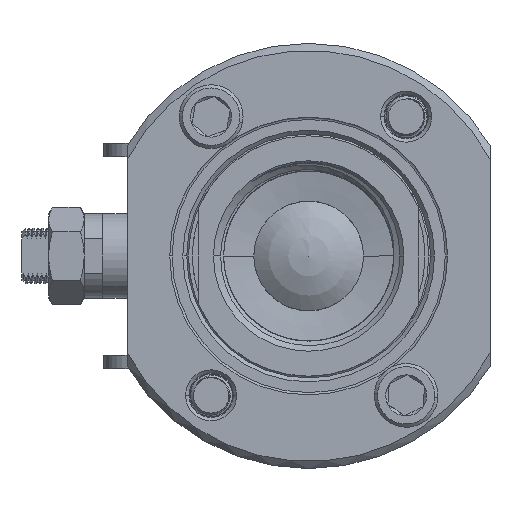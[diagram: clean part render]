
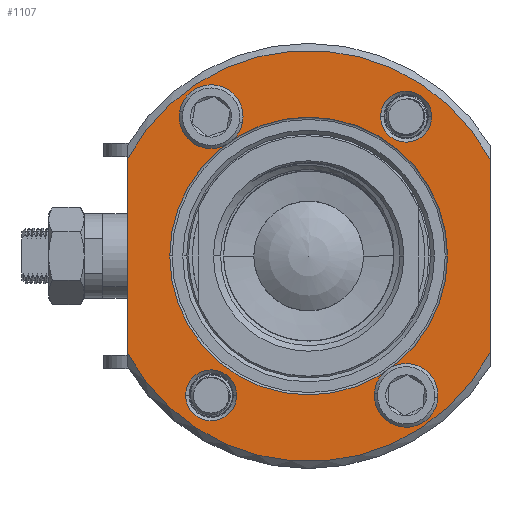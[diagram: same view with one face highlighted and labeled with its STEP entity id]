
A CAD part, left-side view. The second image highlights one B-rep face of the part: STEP entity #1107.
In plain terms, the highlighted planar face has unit normal (-1, 0, 0).
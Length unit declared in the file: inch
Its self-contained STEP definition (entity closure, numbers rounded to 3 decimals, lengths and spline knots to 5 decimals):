
#946 = ORIENTED_EDGE ( 'NONE', *, *, #120424, .T. ) ;
#1019 = EDGE_LOOP ( 'NONE', ( #3025, #73102 ) ) ;
#1107 = ADVANCED_FACE ( 'NONE', ( #117438, #88505, #59508, #120873, #30432, #1441 ), #71432, .F. ) ;
#1441 = FACE_OUTER_BOUND ( 'NONE', #17895, .T. ) ;
#3025 = ORIENTED_EDGE ( 'NONE', *, *, #45610, .T. ) ;
#7427 = EDGE_CURVE ( 'NONE', #36848, #39837, #82875, .T. ) ;
#10414 = EDGE_CURVE ( 'NONE', #22069, #73989, #96283, .T. ) ;
#10929 = AXIS2_PLACEMENT_3D ( 'NONE', #124794, #59540, #135791 ) ;
#11953 = CARTESIAN_POINT ( 'NONE',  ( -1.765, -0.86, -1.22898 ) ) ;
#12681 = CARTESIAN_POINT ( 'NONE',  ( -1.765, -0.635, 1.22898 ) ) ;
#13339 = CIRCLE ( 'NONE', #106088, 1.8125 ) ;
#15996 = ORIENTED_EDGE ( 'NONE', *, *, #10414, .F. ) ;
#16958 = DIRECTION ( 'NONE',  ( 0., 1., 0. ) ) ;
#17163 = DIRECTION ( 'NONE',  ( 0., 0., 1. ) ) ;
#17638 = CARTESIAN_POINT ( 'NONE',  ( -1.765, 1.5995, 1.225 ) ) ;
#17895 = EDGE_LOOP ( 'NONE', ( #48425, #30637, #63201, #126856 ) ) ;
#18550 = ORIENTED_EDGE ( 'NONE', *, *, #75703, .T. ) ;
#20020 = CARTESIAN_POINT ( 'NONE',  ( -1.765, -1.085, 1.22898 ) ) ;
#22069 = VERTEX_POINT ( 'NONE', #27220 ) ;
#22763 = CARTESIAN_POINT ( 'NONE',  ( -1.765, 0., 0. ) ) ;
#22933 = DIRECTION ( 'NONE',  ( 0., 1., 0. ) ) ;
#23269 = DIRECTION ( 'NONE',  ( -1., 0., 0. ) ) ;
#24241 = DIRECTION ( 'NONE',  ( -1., 0., 0. ) ) ;
#24743 = ORIENTED_EDGE ( 'NONE', *, *, #112895, .T. ) ;
#27220 = CARTESIAN_POINT ( 'NONE',  ( -1.765, -1.225, 0. ) ) ;
#28220 = VECTOR ( 'NONE', #17163, 39.37008 ) ;
#30432 = FACE_BOUND ( 'NONE', #111230, .T. ) ;
#30637 = ORIENTED_EDGE ( 'NONE', *, *, #7427, .T. ) ;
#32495 = VERTEX_POINT ( 'NONE', #20020 ) ;
#33552 = VERTEX_POINT ( 'NONE', #92034 ) ;
#33738 = DIRECTION ( 'NONE',  ( 0., -1., 0. ) ) ;
#34433 = ORIENTED_EDGE ( 'NONE', *, *, #132888, .T. ) ;
#35243 = CARTESIAN_POINT ( 'NONE',  ( -1.765, 0.86, -1.22898 ) ) ;
#35753 = CARTESIAN_POINT ( 'NONE',  ( -1.765, 1.5995, 0.8525 ) ) ;
#36127 = CARTESIAN_POINT ( 'NONE',  ( -1.765, 0.86, -1.22898 ) ) ;
#36848 = VERTEX_POINT ( 'NONE', #59285 ) ;
#37142 = AXIS2_PLACEMENT_3D ( 'NONE', #51615, #127885, #62624 ) ;
#37962 = CIRCLE ( 'NONE', #104005, 0.225 ) ;
#38950 = VERTEX_POINT ( 'NONE', #122988 ) ;
#39837 = VERTEX_POINT ( 'NONE', #66181 ) ;
#39840 = DIRECTION ( 'NONE',  ( 1., 0., 0. ) ) ;
#40983 = CIRCLE ( 'NONE', #109015, 1.225 ) ;
#41753 = AXIS2_PLACEMENT_3D ( 'NONE', #129059, #63802, #140016 ) ;
#44290 = CIRCLE ( 'NONE', #103084, 0.225 ) ;
#45569 = CARTESIAN_POINT ( 'NONE',  ( -1.765, 1.225, 0. ) ) ;
#45610 = EDGE_CURVE ( 'NONE', #135114, #38950, #46382, .T. ) ;
#46209 = DIRECTION ( 'NONE',  ( 0., 1., 0. ) ) ;
#46382 = CIRCLE ( 'NONE', #37142, 0.225 ) ;
#46611 = VERTEX_POINT ( 'NONE', #12681 ) ;
#47092 = DIRECTION ( 'NONE',  ( 0., 1., 0. ) ) ;
#48425 = ORIENTED_EDGE ( 'NONE', *, *, #101216, .T. ) ;
#49611 = CIRCLE ( 'NONE', #41753, 1.8125 ) ;
#51615 = CARTESIAN_POINT ( 'NONE',  ( -1.765, -0.86, -1.22898 ) ) ;
#53110 = EDGE_CURVE ( 'NONE', #39837, #66463, #13339, .T. ) ;
#53279 = ORIENTED_EDGE ( 'NONE', *, *, #138949, .T. ) ;
#54577 = VERTEX_POINT ( 'NONE', #80798 ) ;
#59285 = CARTESIAN_POINT ( 'NONE',  ( -1.765, -1.5995, -0.8525 ) ) ;
#59508 = FACE_BOUND ( 'NONE', #122967, .T. ) ;
#59540 = DIRECTION ( 'NONE',  ( 1., 0., 0. ) ) ;
#60564 = CARTESIAN_POINT ( 'NONE',  ( -1.765, -0.86, 1.22898 ) ) ;
#60912 = DIRECTION ( 'NONE',  ( 1., 0., 0. ) ) ;
#61143 = AXIS2_PLACEMENT_3D ( 'NONE', #126163, #60912, #137158 ) ;
#62413 = ORIENTED_EDGE ( 'NONE', *, *, #92738, .F. ) ;
#62624 = DIRECTION ( 'NONE',  ( 0., 1., 0. ) ) ;
#63201 = ORIENTED_EDGE ( 'NONE', *, *, #53110, .T. ) ;
#63802 = DIRECTION ( 'NONE',  ( -1., 0., 0. ) ) ;
#64216 = AXIS2_PLACEMENT_3D ( 'NONE', #136704, #82350, #16958 ) ;
#66181 = CARTESIAN_POINT ( 'NONE',  ( -1.765, -1.5995, 0.8525 ) ) ;
#66463 = VERTEX_POINT ( 'NONE', #35753 ) ;
#71432 = PLANE ( 'NONE',  #64216 ) ;
#71533 = DIRECTION ( 'NONE',  ( 0., 1., 0. ) ) ;
#72189 = CARTESIAN_POINT ( 'NONE',  ( -1.765, 0.635, 1.22898 ) ) ;
#73102 = ORIENTED_EDGE ( 'NONE', *, *, #84555, .T. ) ;
#73989 = VERTEX_POINT ( 'NONE', #45569 ) ;
#74923 = CIRCLE ( 'NONE', #10929, 0.225 ) ;
#75703 = EDGE_CURVE ( 'NONE', #54577, #87294, #77943, .T. ) ;
#77829 = EDGE_CURVE ( 'NONE', #33552, #66463, #86274, .T. ) ;
#77943 = CIRCLE ( 'NONE', #130119, 0.225 ) ;
#80798 = CARTESIAN_POINT ( 'NONE',  ( -1.765, 1.085, -1.22898 ) ) ;
#82350 = DIRECTION ( 'NONE',  ( 1., 0., 0. ) ) ;
#82875 = LINE ( 'NONE', #107657, #115258 ) ;
#82907 = VERTEX_POINT ( 'NONE', #72189 ) ;
#83717 = CARTESIAN_POINT ( 'NONE',  ( -1.765, 1.085, 1.22898 ) ) ;
#84065 = AXIS2_PLACEMENT_3D ( 'NONE', #35243, #111522, #46209 ) ;
#84555 = EDGE_CURVE ( 'NONE', #38950, #135114, #37962, .T. ) ;
#86274 = LINE ( 'NONE', #17638, #28220 ) ;
#87294 = VERTEX_POINT ( 'NONE', #124739 ) ;
#88314 = DIRECTION ( 'NONE',  ( 1., 0., 0. ) ) ;
#88505 = FACE_BOUND ( 'NONE', #133172, .T. ) ;
#88642 = CARTESIAN_POINT ( 'NONE',  ( -1.765, 0., 0. ) ) ;
#89623 = CARTESIAN_POINT ( 'NONE',  ( -1.765, 0., 0. ) ) ;
#92034 = CARTESIAN_POINT ( 'NONE',  ( -1.765, 1.5995, -0.8525 ) ) ;
#92738 = EDGE_CURVE ( 'NONE', #73989, #22069, #40983, .T. ) ;
#96283 = CIRCLE ( 'NONE', #140981, 1.225 ) ;
#98427 = CARTESIAN_POINT ( 'NONE',  ( -1.765, -1.085, -1.22898 ) ) ;
#99082 = DIRECTION ( 'NONE',  ( -1., 0., 0. ) ) ;
#99588 = DIRECTION ( 'NONE',  ( 0., -1., 0. ) ) ;
#99608 = CIRCLE ( 'NONE', #136526, 0.225 ) ;
#100553 = DIRECTION ( 'NONE',  ( 0., -1., 0. ) ) ;
#101216 = EDGE_CURVE ( 'NONE', #33552, #36848, #49611, .T. ) ;
#103084 = AXIS2_PLACEMENT_3D ( 'NONE', #60564, #136800, #71533 ) ;
#104005 = AXIS2_PLACEMENT_3D ( 'NONE', #11953, #88314, #22933 ) ;
#105178 = CARTESIAN_POINT ( 'NONE',  ( -1.765, 0.86, 1.22898 ) ) ;
#106088 = AXIS2_PLACEMENT_3D ( 'NONE', #88642, #23269, #99588 ) ;
#106583 = DIRECTION ( 'NONE',  ( 0., 0., 1. ) ) ;
#107657 = CARTESIAN_POINT ( 'NONE',  ( -1.765, -1.5995, 1.225 ) ) ;
#109015 = AXIS2_PLACEMENT_3D ( 'NONE', #22763, #99082, #33738 ) ;
#111230 = EDGE_LOOP ( 'NONE', ( #34433, #946 ) ) ;
#111522 = DIRECTION ( 'NONE',  ( 1., 0., 0. ) ) ;
#112394 = DIRECTION ( 'NONE',  ( 1., 0., 0. ) ) ;
#112895 = EDGE_CURVE ( 'NONE', #87294, #54577, #135970, .T. ) ;
#115258 = VECTOR ( 'NONE', #106583, 39.37008 ) ;
#116116 = DIRECTION ( 'NONE',  ( 0., 1., 0. ) ) ;
#117438 = FACE_BOUND ( 'NONE', #137132, .T. ) ;
#120424 = EDGE_CURVE ( 'NONE', #134741, #82907, #99608, .T. ) ;
#120873 = FACE_BOUND ( 'NONE', #1019, .T. ) ;
#122498 = ORIENTED_EDGE ( 'NONE', *, *, #130068, .T. ) ;
#122967 = EDGE_LOOP ( 'NONE', ( #122498, #53279 ) ) ;
#122988 = CARTESIAN_POINT ( 'NONE',  ( -1.765, -0.635, -1.22898 ) ) ;
#124739 = CARTESIAN_POINT ( 'NONE',  ( -1.765, 0.635, -1.22898 ) ) ;
#124794 = CARTESIAN_POINT ( 'NONE',  ( -1.765, 0.86, 1.22898 ) ) ;
#126163 = CARTESIAN_POINT ( 'NONE',  ( -1.765, -0.86, 1.22898 ) ) ;
#126856 = ORIENTED_EDGE ( 'NONE', *, *, #77829, .F. ) ;
#127885 = DIRECTION ( 'NONE',  ( 1., 0., 0. ) ) ;
#127960 = CIRCLE ( 'NONE', #61143, 0.225 ) ;
#129059 = CARTESIAN_POINT ( 'NONE',  ( -1.765, 0., 0. ) ) ;
#130068 = EDGE_CURVE ( 'NONE', #32495, #46611, #127960, .T. ) ;
#130119 = AXIS2_PLACEMENT_3D ( 'NONE', #36127, #112394, #47092 ) ;
#132888 = EDGE_CURVE ( 'NONE', #82907, #134741, #74923, .T. ) ;
#133172 = EDGE_LOOP ( 'NONE', ( #24743, #18550 ) ) ;
#134741 = VERTEX_POINT ( 'NONE', #83717 ) ;
#135114 = VERTEX_POINT ( 'NONE', #98427 ) ;
#135791 = DIRECTION ( 'NONE',  ( 0., 1., 0. ) ) ;
#135970 = CIRCLE ( 'NONE', #84065, 0.225 ) ;
#136526 = AXIS2_PLACEMENT_3D ( 'NONE', #105178, #39840, #116116 ) ;
#136704 = CARTESIAN_POINT ( 'NONE',  ( -1.765, 0., 1.225 ) ) ;
#136800 = DIRECTION ( 'NONE',  ( 1., 0., 0. ) ) ;
#137132 = EDGE_LOOP ( 'NONE', ( #15996, #62413 ) ) ;
#137158 = DIRECTION ( 'NONE',  ( 0., 1., 0. ) ) ;
#138949 = EDGE_CURVE ( 'NONE', #46611, #32495, #44290, .T. ) ;
#140016 = DIRECTION ( 'NONE',  ( 0., -1., 0. ) ) ;
#140981 = AXIS2_PLACEMENT_3D ( 'NONE', #89623, #24241, #100553 ) ;
